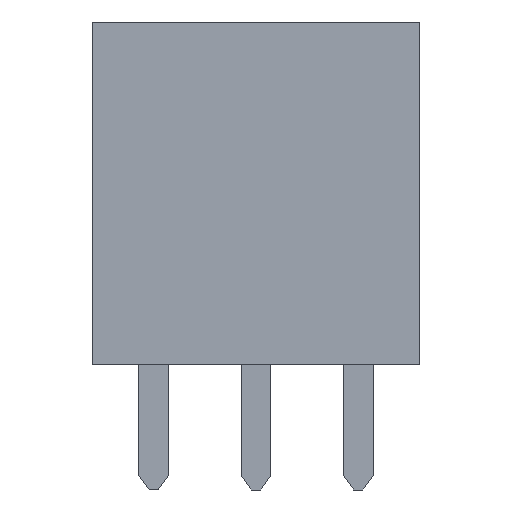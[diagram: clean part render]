
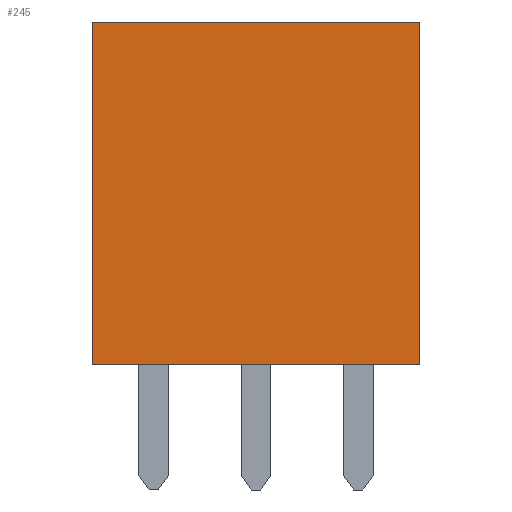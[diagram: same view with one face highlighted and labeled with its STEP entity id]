
A CAD part, front view. The second image highlights one B-rep face of the part: STEP entity #245.
In plain terms, the highlighted planar face has unit normal (0, -1, 0).
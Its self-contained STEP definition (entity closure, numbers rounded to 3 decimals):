
#245 = ADVANCED_FACE( '', ( #480 ), #481, .T. );
#480 = FACE_OUTER_BOUND( '', #714, .T. );
#481 = PLANE( '', #715 );
#714 = EDGE_LOOP( '', ( #1218, #1219, #1220, #1221 ) );
#715 = AXIS2_PLACEMENT_3D( '', #1222, #1223, #1224 );
#1218 = ORIENTED_EDGE( '', *, *, #1619, .T. );
#1219 = ORIENTED_EDGE( '', *, *, #1678, .T. );
#1220 = ORIENTED_EDGE( '', *, *, #1679, .T. );
#1221 = ORIENTED_EDGE( '', *, *, #1680, .T. );
#1222 = CARTESIAN_POINT( '', ( 0., -1.25, 0. ) );
#1223 = DIRECTION( '', ( 0., -1., 0. ) );
#1224 = DIRECTION( '', ( 0., 0., -1. ) );
#1619 = EDGE_CURVE( '', #1978, #1976, #1979, .T. );
#1678 = EDGE_CURVE( '', #1976, #2054, #2055, .T. );
#1679 = EDGE_CURVE( '', #2054, #2056, #2057, .T. );
#1680 = EDGE_CURVE( '', #2056, #1978, #2058, .T. );
#1976 = VERTEX_POINT( '', #2485 );
#1978 = VERTEX_POINT( '', #2488 );
#1979 = LINE( '', #2489, #2490 );
#2054 = VERTEX_POINT( '', #2611 );
#2055 = LINE( '', #2612, #2613 );
#2056 = VERTEX_POINT( '', #2614 );
#2057 = LINE( '', #2615, #2616 );
#2058 = LINE( '', #2617, #2618 );
#2485 = CARTESIAN_POINT( '', ( -4.06, -1.25, 4.25 ) );
#2488 = CARTESIAN_POINT( '', ( 4.06, -1.25, 4.25 ) );
#2489 = CARTESIAN_POINT( '', ( 4.06, -1.25, 4.25 ) );
#2490 = VECTOR( '', #2820, 1000. );
#2611 = CARTESIAN_POINT( '', ( -4.06, -1.25, -4.25 ) );
#2612 = CARTESIAN_POINT( '', ( -4.06, -1.25, 4.25 ) );
#2613 = VECTOR( '', #2862, 1000. );
#2614 = CARTESIAN_POINT( '', ( 4.06, -1.25, -4.25 ) );
#2615 = CARTESIAN_POINT( '', ( -4.06, -1.25, -4.25 ) );
#2616 = VECTOR( '', #2863, 1000. );
#2617 = CARTESIAN_POINT( '', ( 4.06, -1.25, -4.25 ) );
#2618 = VECTOR( '', #2864, 1000. );
#2820 = DIRECTION( '', ( -1., 0., 0. ) );
#2862 = DIRECTION( '', ( 0., 0., -1. ) );
#2863 = DIRECTION( '', ( 1., 0., 0. ) );
#2864 = DIRECTION( '', ( 0., 0., 1. ) );
